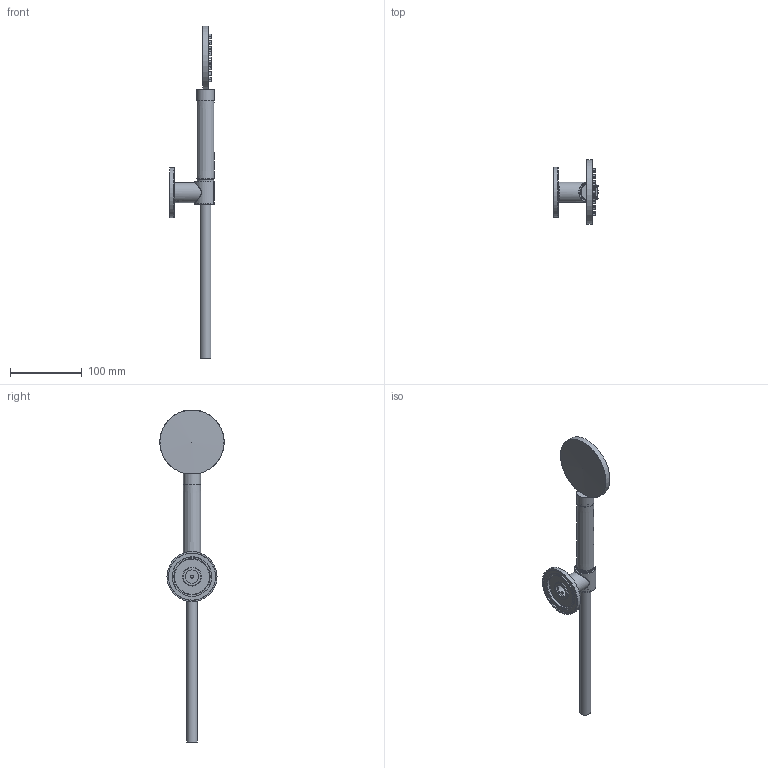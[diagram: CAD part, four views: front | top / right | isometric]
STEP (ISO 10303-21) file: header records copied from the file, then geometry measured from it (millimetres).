
FILE_DESCRIPTION(/* description */ ('Unknown'),/* implementation_level */ '2;1');
FILE_NAME(/* name */ 'M444-20',/* time_stamp */ '2020-04-03T17:01:57+02:00',/* author */ ('Unknown'),/* organization */ ('Unknown'),/* preprocessor_version */ 'ST-DEVELOPER v16.7',/* originating_system */ 'DEX',/* authorisation */ $);
FILE_SCHEMA (('AUTOMOTIVE_DESIGN {1 0 10303 214 3 1 1}'));
Length unit declared in the file: millimetre
Products named in the file (9): M444-00 r2; M514-00_oa_0; M514-02; M514-03; M514-07; CB450-10; M015-001; M353-00; E082108_0
Assembly tree (8 placements, depth 3):
  M444-00 r2
    M514-00_oa_0
      M514-02
      M514-03
      M514-07
      CB450-10
    M015-001
    M353-00
      E082108_0
Bounding box: 62 x 89.67 x 463.84 mm (x, y, z)
Volume: 149527.3 mm3; surface area: 105177.2 mm2
Topology: 6 solids, 6 shells, 1414 faces, 3429 edges, 2157 vertices
Faces by surface type: plane 449, bspline 308, cylinder 250, torus 171, cone 161, sphere 75
Full cylindrical faces by diameter (mm): 3.2 x2, 3.242 x2, 4.134 x1, 4.4 x2, 5.5 x1, 5.99 x1, 11 x1, 15 x2, 15.3 x1, 16.5 x1, 18.631 x1, 18.8 x2, 19.6 x2, 19.8 x4, 21.8 x1, 22 x1, 22.1 x1, 24 x2, 25.3 x1, 25.5 x1, 28 x1, 50 x1, 55.5 x1, 65.5 x1, 70 x1, 73.7 x1, 74 x1, 77.5 x1, 83 x1, 84.8 x2
Entity records: 63569 total; most frequent: CARTESIAN_POINT 25652, ORIENTED_EDGE 5906, DIRECTION 5377, EDGE_CURVE 2953, AXIS2_PLACEMENT_3D 2240, VERTEX_POINT 1991, EDGE_LOOP 1882, FACE_BOUND 1882
